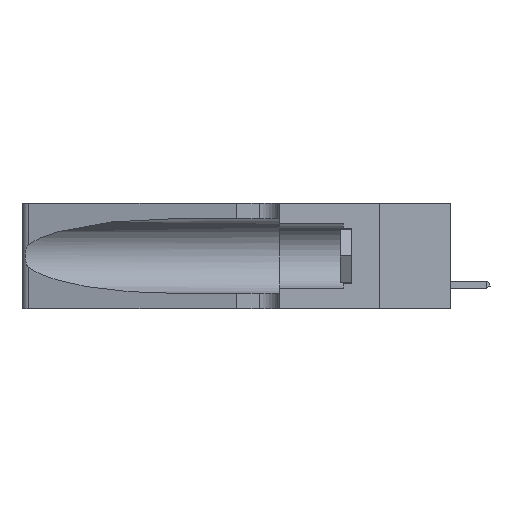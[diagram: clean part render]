
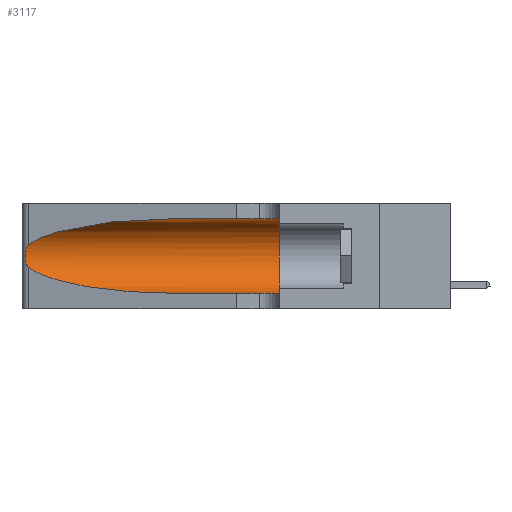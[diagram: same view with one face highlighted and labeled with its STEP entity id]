
A CAD part, left-side view. The second image highlights one B-rep face of the part: STEP entity #3117.
In plain terms, the highlighted cylindrical face has radius 3.308 mm (diameter 6.617 mm), a partial arc.
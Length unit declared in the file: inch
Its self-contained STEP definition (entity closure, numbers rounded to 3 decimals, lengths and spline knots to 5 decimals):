
#103 = CARTESIAN_POINT ( 'NONE',  ( 0.25787, 1.23484, 0.2124 ) ) ;
#218 = CARTESIAN_POINT ( 'NONE',  ( 0.26075, 1.23896, 0.178 ) ) ;
#678 = ORIENTED_EDGE ( 'NONE', *, *, #15696, .T. ) ;
#1885 = EDGE_CURVE ( 'NONE', #5599, #37879, #34454, .T. ) ;
#2274 = CARTESIAN_POINT ( 'NONE',  ( 0.1305, 0.72297, 0.31525 ) ) ;
#3117 = ADVANCED_FACE ( 'NONE', ( #7320 ), #40167, .F. ) ;
#4326 = VERTEX_POINT ( 'NONE', #15844 ) ;
#4356 = DIRECTION ( 'NONE',  ( 0., -1., 0. ) ) ;
#4672 = CARTESIAN_POINT ( 'NONE',  ( 0.1305, 0.72297, 0.05475 ) ) ;
#5320 = AXIS2_PLACEMENT_3D ( 'NONE', #6383, #15403, #28642 ) ;
#5599 = VERTEX_POINT ( 'NONE', #35895 ) ;
#6383 = CARTESIAN_POINT ( 'NONE',  ( 0.1305, 1.61858, 0.185 ) ) ;
#7320 = FACE_OUTER_BOUND ( 'NONE', #32122, .T. ) ;
#7807 = CARTESIAN_POINT ( 'NONE',  ( 0.1305, 0.72297, 0.05475 ) ) ;
#8429 = CARTESIAN_POINT ( 'NONE',  ( 0.1305, 1.61858, 0.05475 ) ) ;
#8665 = DIRECTION ( 'NONE',  ( 0., 0., 1. ) ) ;
#9162 = CARTESIAN_POINT ( 'NONE',  ( 0.25639, 1.23186, 0.15144 ) ) ;
#9302 = CARTESIAN_POINT ( 'NONE',  ( 0.26018, 1.23835, 0.19895 ) ) ;
#11474 = CARTESIAN_POINT ( 'NONE',  ( 0.25487, 1.22718, 0.14631 ) ) ;
#12583 = EDGE_CURVE ( 'NONE', #37794, #37922, #20722, .T. ) ;
#14719 = EDGE_CURVE ( 'NONE', #30779, #37794, #35297, .T. ) ;
#15403 = DIRECTION ( 'NONE',  ( 0., -1., 0. ) ) ;
#15621 = CARTESIAN_POINT ( 'NONE',  ( 0.1305, 1.61858, 0.31525 ) ) ;
#15696 = EDGE_CURVE ( 'NONE', #37879, #37922, #20797, .T. ) ;
#15750 = ORIENTED_EDGE ( 'NONE', *, *, #40673, .T. ) ;
#15844 = CARTESIAN_POINT ( 'NONE',  ( 0.25487, 1.22718, 0.22369 ) ) ;
#16612 =( BOUNDED_CURVE ( )  B_SPLINE_CURVE ( 3, ( #2274, #31037, #40610, #21883 ),
 .UNSPECIFIED., .F., .F. ) 
 B_SPLINE_CURVE_WITH_KNOTS ( ( 4, 4 ),
 ( 1.5708, 2.84003 ),
 .UNSPECIFIED. ) 
 CURVE ( )  GEOMETRIC_REPRESENTATION_ITEM ( )  RATIONAL_B_SPLINE_CURVE ( ( 1., 0.87, 0.87, 1. ) ) 
 REPRESENTATION_ITEM ( '' )  );
#17332 = DIRECTION ( 'NONE',  ( 0., -1., 0. ) ) ;
#17469 = AXIS2_PLACEMENT_3D ( 'NONE', #27729, #34397, #8665 ) ;
#17897 = B_SPLINE_CURVE_WITH_KNOTS ( 'NONE', 3,
 ( #27667, #18908, #34621, #103, #35019, #9302, #19298, #218, #38331, #22384, #31817, #9162, #22515, #31684 ),
 .UNSPECIFIED., .F., .F.,
 ( 4, 2, 2, 2, 2, 2, 4 ),
 ( 0., 0.00027, 0.00053, 0.00107, 0.0016, 0.00187, 0.00214 ),
 .UNSPECIFIED. ) ;
#18908 = CARTESIAN_POINT ( 'NONE',  ( 0.25555, 1.22994, 0.2215 ) ) ;
#19298 = CARTESIAN_POINT ( 'NONE',  ( 0.26075, 1.23896, 0.19203 ) ) ;
#19841 = VECTOR ( 'NONE', #17332, 39.37008 ) ;
#20053 = CARTESIAN_POINT ( 'NONE',  ( 0.1305, 0.35, 0.31525 ) ) ;
#20722 = CIRCLE ( 'NONE', #17469, 0.13025 ) ;
#20797 = LINE ( 'NONE', #8429, #39171 ) ;
#21883 = CARTESIAN_POINT ( 'NONE',  ( 0.25487, 1.22718, 0.22369 ) ) ;
#22384 = CARTESIAN_POINT ( 'NONE',  ( 0.25856, 1.23593, 0.16098 ) ) ;
#22515 = CARTESIAN_POINT ( 'NONE',  ( 0.25555, 1.22993, 0.14849 ) ) ;
#23605 = CARTESIAN_POINT ( 'NONE',  ( 0.18966, 0.96281, 0.05475 ) ) ;
#26850 = ORIENTED_EDGE ( 'NONE', *, *, #12583, .F. ) ;
#27147 = CARTESIAN_POINT ( 'NONE',  ( 0.1305, 0.35, 0.05475 ) ) ;
#27365 = ORIENTED_EDGE ( 'NONE', *, *, #1885, .T. ) ;
#27667 = CARTESIAN_POINT ( 'NONE',  ( 0.25487, 1.22718, 0.22369 ) ) ;
#27729 = CARTESIAN_POINT ( 'NONE',  ( 0.1305, 0.35, 0.185 ) ) ;
#28642 = DIRECTION ( 'NONE',  ( 0., 0., -1. ) ) ;
#30250 = EDGE_CURVE ( 'NONE', #30779, #4326, #16612, .T. ) ;
#30260 = CARTESIAN_POINT ( 'NONE',  ( 0.2373, 1.15595, 0.08982 ) ) ;
#30779 = VERTEX_POINT ( 'NONE', #33772 ) ;
#31037 = CARTESIAN_POINT ( 'NONE',  ( 0.18966, 0.96281, 0.31525 ) ) ;
#31684 = CARTESIAN_POINT ( 'NONE',  ( 0.25487, 1.22718, 0.14631 ) ) ;
#31817 = CARTESIAN_POINT ( 'NONE',  ( 0.25789, 1.23486, 0.15765 ) ) ;
#32122 = EDGE_LOOP ( 'NONE', ( #35534, #15750, #27365, #678, #26850, #35212 ) ) ;
#33772 = CARTESIAN_POINT ( 'NONE',  ( 0.1305, 0.72297, 0.31525 ) ) ;
#34397 = DIRECTION ( 'NONE',  ( 0., 1., 0. ) ) ;
#34454 =( BOUNDED_CURVE ( )  B_SPLINE_CURVE ( 3, ( #11474, #30260, #23605, #4672 ),
 .UNSPECIFIED., .F., .F. ) 
 B_SPLINE_CURVE_WITH_KNOTS ( ( 4, 4 ),
 ( 3.44316, 4.71239 ),
 .UNSPECIFIED. ) 
 CURVE ( )  GEOMETRIC_REPRESENTATION_ITEM ( )  RATIONAL_B_SPLINE_CURVE ( ( 1., 0.87, 0.87, 1. ) ) 
 REPRESENTATION_ITEM ( '' )  );
#34621 = CARTESIAN_POINT ( 'NONE',  ( 0.25639, 1.23184, 0.21858 ) ) ;
#35019 = CARTESIAN_POINT ( 'NONE',  ( 0.25854, 1.2359, 0.20912 ) ) ;
#35212 = ORIENTED_EDGE ( 'NONE', *, *, #14719, .F. ) ;
#35297 = LINE ( 'NONE', #15621, #19841 ) ;
#35534 = ORIENTED_EDGE ( 'NONE', *, *, #30250, .T. ) ;
#35895 = CARTESIAN_POINT ( 'NONE',  ( 0.25487, 1.22718, 0.14631 ) ) ;
#37794 = VERTEX_POINT ( 'NONE', #20053 ) ;
#37879 = VERTEX_POINT ( 'NONE', #7807 ) ;
#37922 = VERTEX_POINT ( 'NONE', #27147 ) ;
#38331 = CARTESIAN_POINT ( 'NONE',  ( 0.26017, 1.23833, 0.17102 ) ) ;
#39171 = VECTOR ( 'NONE', #4356, 39.37008 ) ;
#40167 = CYLINDRICAL_SURFACE ( 'NONE', #5320, 0.13025 ) ;
#40610 = CARTESIAN_POINT ( 'NONE',  ( 0.2373, 1.15595, 0.28018 ) ) ;
#40673 = EDGE_CURVE ( 'NONE', #4326, #5599, #17897, .T. ) ;
